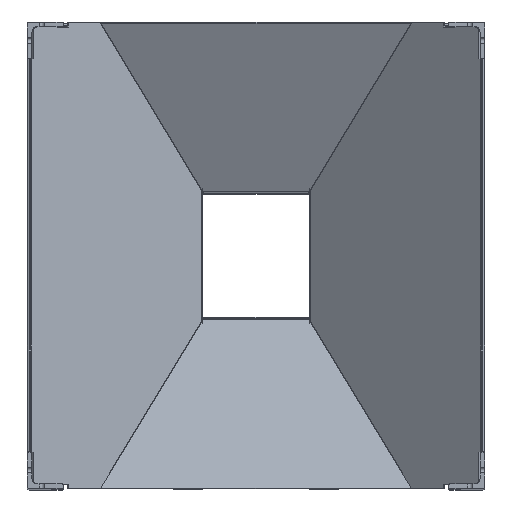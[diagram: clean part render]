
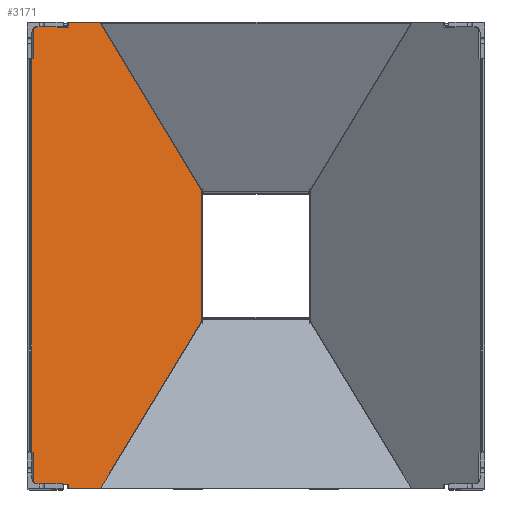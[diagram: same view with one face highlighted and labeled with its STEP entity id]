
A CAD part, top view. The second image highlights one B-rep face of the part: STEP entity #3171.
In plain terms, the highlighted face is planar.
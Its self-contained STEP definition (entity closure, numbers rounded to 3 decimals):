
#60=CIRCLE('',#3428,6.);
#61=CIRCLE('',#3429,6.);
#812=ORIENTED_EDGE('',*,*,#1575,.T.);
#813=ORIENTED_EDGE('',*,*,#1576,.T.);
#814=ORIENTED_EDGE('',*,*,#1577,.T.);
#815=ORIENTED_EDGE('',*,*,#1578,.T.);
#816=ORIENTED_EDGE('',*,*,#1561,.T.);
#817=ORIENTED_EDGE('',*,*,#1565,.T.);
#818=ORIENTED_EDGE('',*,*,#1568,.T.);
#819=ORIENTED_EDGE('',*,*,#1579,.T.);
#820=ORIENTED_EDGE('',*,*,#1569,.T.);
#821=ORIENTED_EDGE('',*,*,#1574,.T.);
#822=ORIENTED_EDGE('',*,*,#1554,.T.);
#823=ORIENTED_EDGE('',*,*,#1558,.T.);
#824=ORIENTED_EDGE('',*,*,#1580,.T.);
#825=ORIENTED_EDGE('',*,*,#1581,.T.);
#1554=EDGE_CURVE('',#1941,#1940,#2204,.T.);
#1558=EDGE_CURVE('',#1940,#1943,#2208,.T.);
#1561=EDGE_CURVE('',#1947,#1946,#2211,.T.);
#1565=EDGE_CURVE('',#1946,#1949,#2215,.T.);
#1568=EDGE_CURVE('',#1949,#1951,#2218,.T.);
#1569=EDGE_CURVE('',#1952,#1953,#2219,.T.);
#1574=EDGE_CURVE('',#1953,#1941,#2224,.T.);
#1575=EDGE_CURVE('',#1956,#1957,#2225,.F.);
#1576=EDGE_CURVE('',#1957,#1958,#60,.T.);
#1577=EDGE_CURVE('',#1958,#1959,#2226,.F.);
#1578=EDGE_CURVE('',#1959,#1947,#2227,.F.);
#1579=EDGE_CURVE('',#1951,#1952,#61,.T.);
#1580=EDGE_CURVE('',#1943,#1960,#2228,.F.);
#1581=EDGE_CURVE('',#1960,#1956,#2229,.F.);
#1940=VERTEX_POINT('',#4967);
#1941=VERTEX_POINT('',#4969);
#1943=VERTEX_POINT('',#4975);
#1946=VERTEX_POINT('',#4982);
#1947=VERTEX_POINT('',#4984);
#1949=VERTEX_POINT('',#4990);
#1951=VERTEX_POINT('',#4996);
#1952=VERTEX_POINT('',#5000);
#1953=VERTEX_POINT('',#5001);
#1956=VERTEX_POINT('',#5012);
#1957=VERTEX_POINT('',#5013);
#1958=VERTEX_POINT('',#5015);
#1959=VERTEX_POINT('',#5017);
#1960=VERTEX_POINT('',#5021);
#2204=LINE('',#4968,#2494);
#2208=LINE('',#4976,#2498);
#2211=LINE('',#4983,#2501);
#2215=LINE('',#4991,#2505);
#2218=LINE('',#4997,#2508);
#2219=LINE('',#4999,#2509);
#2224=LINE('',#5009,#2514);
#2225=LINE('',#5011,#2515);
#2226=LINE('',#5016,#2516);
#2227=LINE('',#5018,#2517);
#2228=LINE('',#5020,#2518);
#2229=LINE('',#5022,#2519);
#2494=VECTOR('',#3869,1000.);
#2498=VECTOR('',#3875,1000.);
#2501=VECTOR('',#3880,1000.);
#2505=VECTOR('',#3886,1000.);
#2508=VECTOR('',#3891,1000.);
#2509=VECTOR('',#3894,1000.);
#2514=VECTOR('',#3901,1000.);
#2515=VECTOR('',#3904,1000.);
#2516=VECTOR('',#3907,1000.);
#2517=VECTOR('',#3908,1000.);
#2518=VECTOR('',#3911,1000.);
#2519=VECTOR('',#3912,1000.);
#2783=EDGE_LOOP('',(#812,#813,#814,#815,#816,#817,#818,#819,#820,#821,#822,
#823,#824,#825));
#2929=FACE_BOUND('',#2783,.T.);
#3075=PLANE('',#3427);
#3171=ADVANCED_FACE('',(#2929),#3075,.T.);
#3427=AXIS2_PLACEMENT_3D('',#5010,#3902,#3903);
#3428=AXIS2_PLACEMENT_3D('',#5014,#3905,#3906);
#3429=AXIS2_PLACEMENT_3D('',#5019,#3909,#3910);
#3869=DIRECTION('',(0.,-1.,0.));
#3875=DIRECTION('',(1.,0.,0.));
#3880=DIRECTION('',(-1.,0.,0.));
#3886=DIRECTION('',(0.,-1.,0.));
#3891=DIRECTION('',(-1.,0.,0.));
#3894=DIRECTION('',(0.,-1.,0.));
#3901=DIRECTION('',(-1.,0.,0.));
#3902=DIRECTION('',(0.,0.,1.));
#3903=DIRECTION('',(1.,0.,0.));
#3904=DIRECTION('',(0.,-1.,0.));
#3905=DIRECTION('',(0.,0.,1.));
#3906=DIRECTION('',(1.,0.,0.));
#3907=DIRECTION('',(1.,0.,0.));
#3908=DIRECTION('',(0.,-1.,0.));
#3909=DIRECTION('',(0.,0.,1.));
#3910=DIRECTION('',(1.,0.,0.));
#3911=DIRECTION('',(0.,-1.,0.));
#3912=DIRECTION('',(1.,0.,0.));
#4967=CARTESIAN_POINT('',(0.,0.,2.));
#4968=CARTESIAN_POINT('',(0.,190.,2.));
#4969=CARTESIAN_POINT('',(0.,190.,2.));
#4975=CARTESIAN_POINT('',(510.,0.,2.));
#4976=CARTESIAN_POINT('',(0.,0.,2.));
#4982=CARTESIAN_POINT('',(40.,245.,2.));
#4983=CARTESIAN_POINT('',(255.,245.,2.));
#4984=CARTESIAN_POINT('',(470.,245.,2.));
#4990=CARTESIAN_POINT('',(40.,240.,2.));
#4991=CARTESIAN_POINT('',(40.,245.,2.));
#4996=CARTESIAN_POINT('',(11.,240.,2.));
#4997=CARTESIAN_POINT('',(40.,240.,2.));
#4999=CARTESIAN_POINT('',(5.,240.,2.));
#5000=CARTESIAN_POINT('',(5.,234.,2.));
#5001=CARTESIAN_POINT('',(5.,190.,2.));
#5009=CARTESIAN_POINT('',(5.,190.,2.));
#5010=CARTESIAN_POINT('',(0.,0.,2.));
#5011=CARTESIAN_POINT('',(505.,240.,2.));
#5012=CARTESIAN_POINT('',(505.,190.,2.));
#5013=CARTESIAN_POINT('',(505.,234.,2.));
#5014=CARTESIAN_POINT('',(499.,234.,2.));
#5015=CARTESIAN_POINT('',(499.,240.,2.));
#5016=CARTESIAN_POINT('',(470.,240.,2.));
#5017=CARTESIAN_POINT('',(470.,240.,2.));
#5018=CARTESIAN_POINT('',(470.,245.,2.));
#5019=CARTESIAN_POINT('',(11.,234.,2.));
#5020=CARTESIAN_POINT('',(510.,190.,2.));
#5021=CARTESIAN_POINT('',(510.,190.,2.));
#5022=CARTESIAN_POINT('',(505.,190.,2.));
